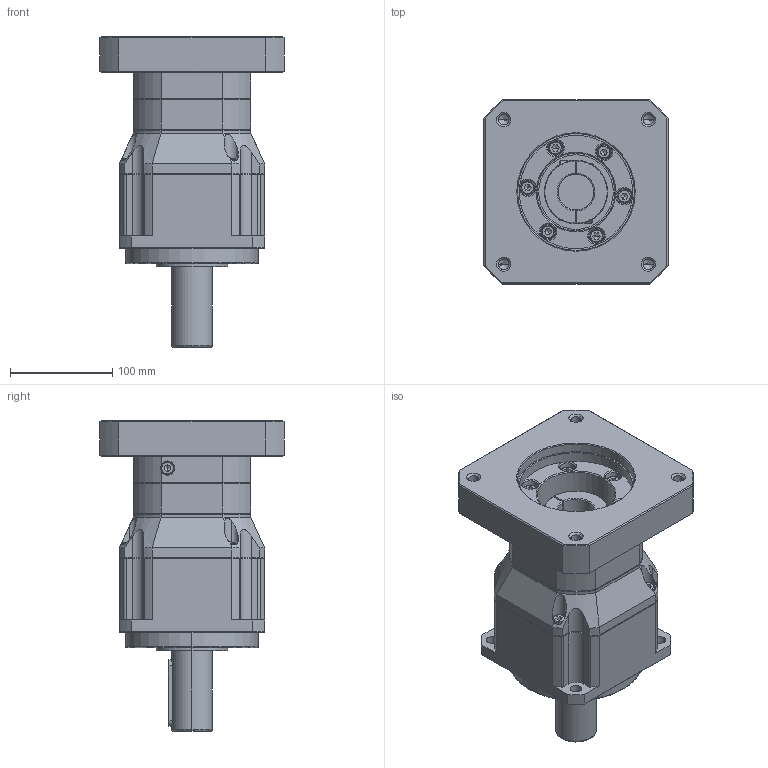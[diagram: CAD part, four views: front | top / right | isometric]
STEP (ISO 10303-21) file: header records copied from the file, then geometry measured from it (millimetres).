
FILE_DESCRIPTION (( 'STEP AP214' ), '1' );
FILE_NAME ('SB142-L2-35-114.3-200M12.STEP', '2021-12-18T06:10:58', ( 'admin' ), ( '' ), 'SwSTEP 2.0', 'SolidWorks 2013', '' );
FILE_SCHEMA (( 'AUTOMOTIVE_DESIGN' ));
Length unit declared in the file: millimetre
Products named in the file (5): SB115-114.3-200M12-82; _X2_87BA9489_X0_ GB_T 70.1 M8 x 25; SB142-L2_X2_58F34F537AEF_X0_-35; SB142_X2_8F9351FA7AEF_X0_; SB142-L2-35-114.3-200M12
Assembly tree (15 placements, depth 2):
  SB142-L2-35-114.3-200M12
    SB142_X2_8F9351FA7AEF_X0_
    SB142-L2_X2_58F34F537AEF_X0_-35
    _X2_87BA9489_X0_ GB_T 70.1 M8 x 25  x12
    SB115-114.3-200M12-82
Bounding box: 180 x 180 x 304 mm (x, y, z)
Volume: 4218667.1 mm3; surface area: 364290.1 mm2
Topology: 16 solids, 16 shells, 819 faces, 2004 edges, 1225 vertices
Faces by surface type: plane 287, cylinder 250, cone 223, bspline 59
Entity records: 25677 total; most frequent: CARTESIAN_POINT 5283, DIRECTION 2955, ORIENTED_EDGE 2800, EDGE_CURVE 1400, AXIS2_PLACEMENT_3D 1172, VERTEX_POINT 862, EDGE_LOOP 670, LINE 611
